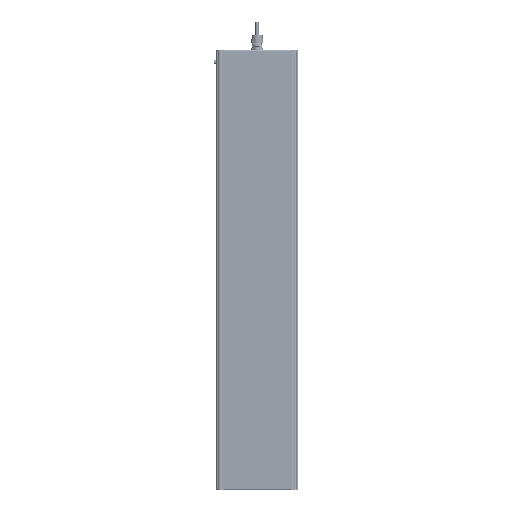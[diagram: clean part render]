
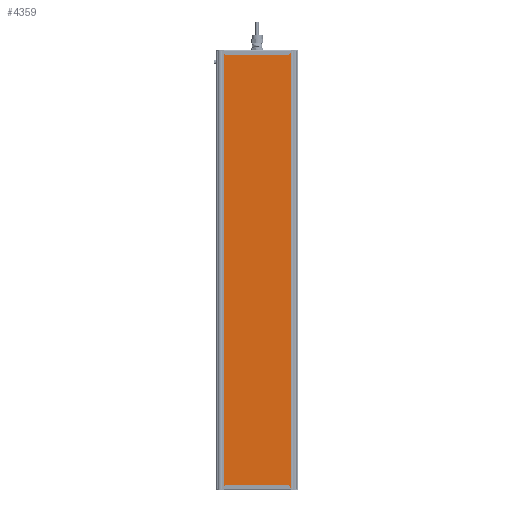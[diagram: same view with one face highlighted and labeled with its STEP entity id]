
A CAD part, front view. The second image highlights one B-rep face of the part: STEP entity #4359.
In plain terms, the highlighted face is planar.
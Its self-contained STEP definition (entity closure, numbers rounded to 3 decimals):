
#4359=ADVANCED_FACE('',(#8680),#8682,.T.);
#8680=FACE_BOUND('',#8681,.T.);
#8681=EDGE_LOOP('',(#40385,#40386,#40387,#40388));
#8682=PLANE('',#8683);
#8683=AXIS2_PLACEMENT_3D('',#8684,#8685,#8686);
#8684=CARTESIAN_POINT('',(2111.497,401.002,-34.582));
#8685=DIRECTION('',(0.,0.,-1.));
#8686=DIRECTION('',(0.,1.,0.));
#40385=ORIENTED_EDGE('',*,*,#46943,.F.);
#40386=ORIENTED_EDGE('',*,*,#46942,.T.);
#40387=ORIENTED_EDGE('',*,*,#46944,.F.);
#40388=ORIENTED_EDGE('',*,*,#46934,.F.);
#46934=EDGE_CURVE('',#51650,#51653,#51654,.T.);
#46942=EDGE_CURVE('',#51663,#51665,#51667,.T.);
#46943=EDGE_CURVE('',#51663,#51650,#51668,.T.);
#46944=EDGE_CURVE('',#51653,#51665,#51669,.T.);
#51650=VERTEX_POINT('',#61438);
#51653=VERTEX_POINT('',#61443);
#51654=LINE('',#61444,#61445);
#51663=VERTEX_POINT('',#61465);
#51665=VERTEX_POINT('',#61469);
#51667=LINE('',#61473,#61474);
#51668=LINE('',#61476,#61477);
#51669=LINE('',#61479,#61480);
#61438=CARTESIAN_POINT('',(2111.497,401.002,-34.582));
#61443=CARTESIAN_POINT('',(3107.497,401.002,-34.582));
#61444=CARTESIAN_POINT('',(2111.497,401.002,-34.582));
#61445=VECTOR('',#61446,1.);
#61446=DIRECTION('',(1.,0.,0.));
#61465=CARTESIAN_POINT('',(2111.497,565.13,-34.582));
#61469=CARTESIAN_POINT('',(3107.497,565.13,-34.582));
#61473=CARTESIAN_POINT('',(2111.497,565.13,-34.582));
#61474=VECTOR('',#61475,1.);
#61475=DIRECTION('',(1.,0.,0.));
#61476=CARTESIAN_POINT('',(2111.497,565.13,-34.582));
#61477=VECTOR('',#61478,1.);
#61478=DIRECTION('',(0.,-1.,0.));
#61479=CARTESIAN_POINT('',(3107.497,401.002,-34.582));
#61480=VECTOR('',#61481,1.);
#61481=DIRECTION('',(0.,1.,0.));
